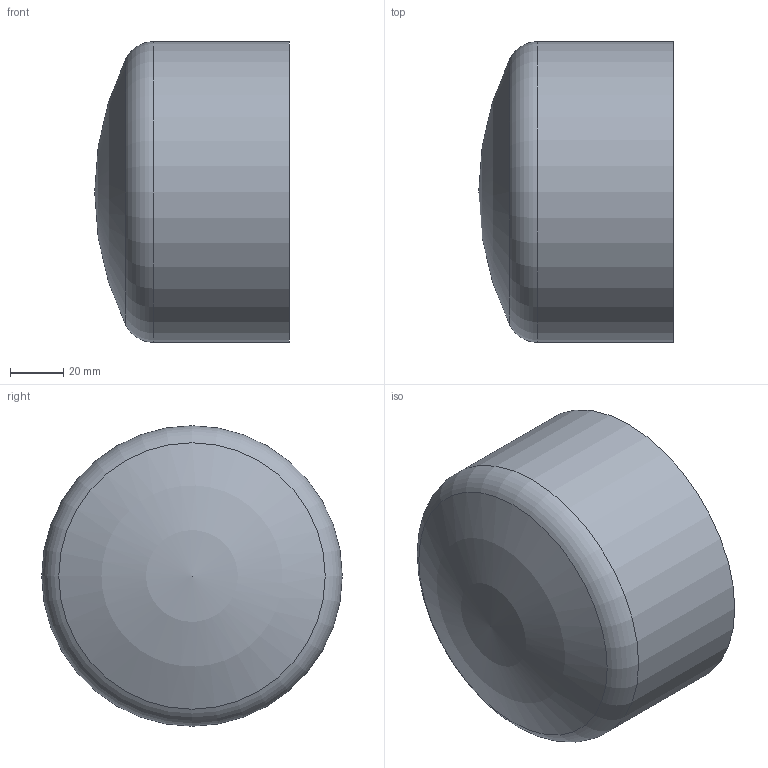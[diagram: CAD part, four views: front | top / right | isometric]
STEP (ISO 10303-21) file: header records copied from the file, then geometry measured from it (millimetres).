
FILE_DESCRIPTION( ( 'STEP AP214' ), '1' );
FILE_NAME( '22054009007(architecture400).stp', '2021-11-17T10:07:40', ( 'License CC BY-ND 4.0' ), ( 'CADENAS' ), ' ', 'PARTsolutions', ' ' );
FILE_SCHEMA( ( 'AUTOMOTIVE_DESIGN { 1 0 10303 214 1 1 1 1 }' ) );
Length unit declared in the file: millimetre
Products named in the file (1): _22054009007(architecture400)
Bounding box: 73.17 x 113 x 113 mm (x, y, z)
Volume: 317678.3 mm3; surface area: 55350.9 mm2
Topology: 1 solids, 1 shells, 9 faces, 19 edges, 12 vertices
Faces by surface type: cylinder 3, torus 2, plane 2, sphere 2
Full cylindrical faces by diameter (mm): 82.333 x1, 90 x1, 113 x1
Entity records: 270 total; most frequent: DIRECTION 36, CARTESIAN_POINT 28, AXIS2_PLACEMENT_3D 18, EDGE_LOOP 16, ORIENTED_EDGE 16, FACE_OUTER_BOUND 14, VERTEX_POINT 10, STYLED_ITEM 9
